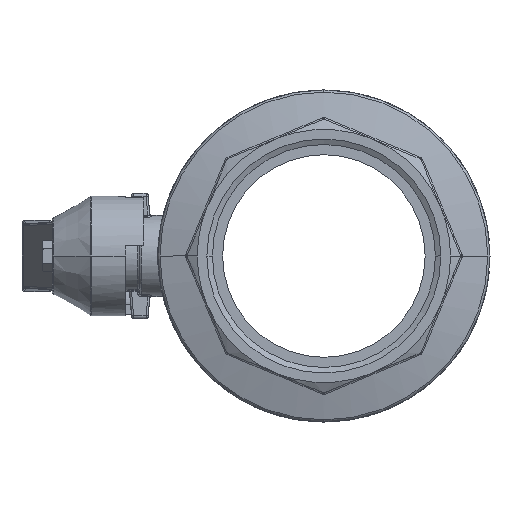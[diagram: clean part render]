
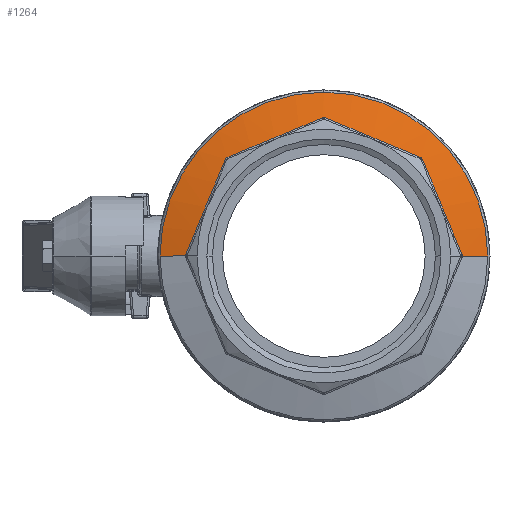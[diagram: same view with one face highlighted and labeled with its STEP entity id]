
A CAD part, left-side view. The second image highlights one B-rep face of the part: STEP entity #1264.
In plain terms, the highlighted conical face has half-angle 75 degrees and reference radius 74.835 mm.
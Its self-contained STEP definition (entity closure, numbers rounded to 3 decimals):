
#1264=ADVANCED_FACE('',(#3453),#3454,.T.);
#3453=FACE_OUTER_BOUND('',#6611,.T.);
#3454=CONICAL_SURFACE('',#6612,74.835,1.309);
#6611=EDGE_LOOP('',(#18729,#18730,#18731,#18732,#18733,#18734,#18735,#18736,#18737,#18738,#18739,#18740,#18741,#18742));
#6612=AXIS2_PLACEMENT_3D('',#18743,#18744,#18745);
#18729=ORIENTED_EDGE('',*,*,#27089,.F.);
#18730=ORIENTED_EDGE('',*,*,#27090,.F.);
#18731=ORIENTED_EDGE('',*,*,#27091,.F.);
#18732=ORIENTED_EDGE('',*,*,#27092,.F.);
#18733=ORIENTED_EDGE('',*,*,#27093,.F.);
#18734=ORIENTED_EDGE('',*,*,#27094,.F.);
#18735=ORIENTED_EDGE('',*,*,#27095,.F.);
#18736=ORIENTED_EDGE('',*,*,#27096,.F.);
#18737=ORIENTED_EDGE('',*,*,#27097,.F.);
#18738=ORIENTED_EDGE('',*,*,#27098,.F.);
#18739=ORIENTED_EDGE('',*,*,#27099,.F.);
#18740=ORIENTED_EDGE('',*,*,#27100,.F.);
#18741=ORIENTED_EDGE('',*,*,#27101,.F.);
#18742=ORIENTED_EDGE('',*,*,#26508,.F.);
#18743=CARTESIAN_POINT('',(-55.92,0.,0.0));
#18744=DIRECTION('',(1.0,-0.0,-0.0));
#18745=DIRECTION('',(0.0,1.0,0.0));
#26508=EDGE_CURVE('',#30212,#30214,#30215,.T.);
#27089=EDGE_CURVE('',#31243,#30212,#31244,.T.);
#27090=EDGE_CURVE('',#31245,#31243,#31246,.T.);
#27091=EDGE_CURVE('',#31247,#31245,#31248,.T.);
#27092=EDGE_CURVE('',#31249,#31247,#31250,.T.);
#27093=EDGE_CURVE('',#31251,#31249,#31252,.T.);
#27094=EDGE_CURVE('',#31253,#31251,#31254,.T.);
#27095=EDGE_CURVE('',#31255,#31253,#31256,.T.);
#27096=EDGE_CURVE('',#31257,#31255,#31258,.T.);
#27097=EDGE_CURVE('',#31259,#31257,#31260,.T.);
#27098=EDGE_CURVE('',#31261,#31259,#31262,.T.);
#27099=EDGE_CURVE('',#31263,#31261,#31264,.T.);
#27100=EDGE_CURVE('',#31265,#31263,#31266,.T.);
#27101=EDGE_CURVE('',#30214,#31265,#31267,.T.);
#30212=VERTEX_POINT('',#35576);
#30214=VERTEX_POINT('',#35578);
#30215=CIRCLE('',#35579,80.888);
#31243=VERTEX_POINT('',#37604);
#31244=LINE('',#37605,#37606);
#31245=VERTEX_POINT('',#37607);
#31246=CIRCLE('',#37608,68.241);
#31247=VERTEX_POINT('',#37609);
#31248=B_SPLINE_CURVE_WITH_KNOTS('',3,(#37610,#37611,#37612,#37613,#37614,#37615,#37616,#37617,#37618),.UNSPECIFIED.,.F.,.F.,(4,1,1,1,1,1,4),(-8.781,-8.046,-7.678,-6.575,-6.208,-5.105,-3.634),.UNSPECIFIED.);
#31249=VERTEX_POINT('',#37619);
#31250=CIRCLE('',#37620,68.241);
#31251=VERTEX_POINT('',#37621);
#31252=B_SPLINE_CURVE_WITH_KNOTS('',3,(#37622,#37623,#37624,#37625,#37626,#37627,#37628,#37629,#37630),.UNSPECIFIED.,.F.,.F.,(4,1,1,1,1,1,4),(-8.781,-8.046,-7.678,-6.575,-6.208,-5.105,-3.634),.UNSPECIFIED.);
#31253=VERTEX_POINT('',#37631);
#31254=CIRCLE('',#37632,68.241);
#31255=VERTEX_POINT('',#37633);
#31256=CIRCLE('',#37634,68.241);
#31257=VERTEX_POINT('',#37635);
#31258=B_SPLINE_CURVE_WITH_KNOTS('',3,(#37636,#37637,#37638,#37639,#37640,#37641,#37642,#37643),.UNSPECIFIED.,.F.,.F.,(4,1,1,1,1,4),(-8.781,-7.31,-5.84,-5.472,-5.105,-3.634),.UNSPECIFIED.);
#31259=VERTEX_POINT('',#37644);
#31260=CIRCLE('',#37645,68.241);
#31261=VERTEX_POINT('',#37646);
#31262=B_SPLINE_CURVE_WITH_KNOTS('',3,(#37647,#37648,#37649,#37650,#37651,#37652,#37653,#37654,#37655),.UNSPECIFIED.,.F.,.F.,(4,1,1,1,1,1,4),(-8.781,-7.31,-6.208,-5.84,-5.472,-4.369,-3.634),.UNSPECIFIED.);
#31263=VERTEX_POINT('',#37656);
#31264=CIRCLE('',#37657,68.241);
#31265=VERTEX_POINT('',#37658);
#31266=LINE('',#37659,#37660);
#31267=CIRCLE('',#37661,80.888);
#35576=CARTESIAN_POINT('',(-54.298,80.888,0.0));
#35578=CARTESIAN_POINT('',(-54.298,0.,80.888));
#35579=AXIS2_PLACEMENT_3D('',#47451,#47452,#47453);
#37604=CARTESIAN_POINT('',(-57.687,68.241,0.));
#37605=CARTESIAN_POINT('',(-55.92,74.835,0.));
#37606=VECTOR('',#48320,1.0);
#37607=CARTESIAN_POINT('',(-57.687,68.239,0.563));
#37608=AXIS2_PLACEMENT_3D('',#48321,#48322,#48323);
#37609=CARTESIAN_POINT('',(-57.687,48.651,47.854));
#37610=CARTESIAN_POINT('',(-57.687,48.651,47.854));
#37611=CARTESIAN_POINT('',(-57.932,49.578,45.607));
#37612=CARTESIAN_POINT('',(-58.255,50.971,42.233));
#37613=CARTESIAN_POINT('',(-58.751,53.761,35.477));
#37614=CARTESIAN_POINT('',(-58.988,56.092,29.84));
#37615=CARTESIAN_POINT('',(-59.055,59.361,21.946));
#37616=CARTESIAN_POINT('',(-58.825,63.101,12.926));
#37617=CARTESIAN_POINT('',(-58.177,66.372,5.053));
#37618=CARTESIAN_POINT('',(-57.687,68.239,0.563));
#37619=CARTESIAN_POINT('',(-57.687,47.854,48.651));
#37620=AXIS2_PLACEMENT_3D('',#48324,#48325,#48326);
#37621=CARTESIAN_POINT('',(-57.687,0.563,68.239));
#37622=CARTESIAN_POINT('',(-57.687,0.563,68.239));
#37623=CARTESIAN_POINT('',(-57.932,2.808,67.306));
#37624=CARTESIAN_POINT('',(-58.255,6.179,65.905));
#37625=CARTESIAN_POINT('',(-58.751,12.929,63.101));
#37626=CARTESIAN_POINT('',(-58.988,18.563,60.763));
#37627=CARTESIAN_POINT('',(-59.055,26.456,57.493));
#37628=CARTESIAN_POINT('',(-58.825,35.479,53.759));
#37629=CARTESIAN_POINT('',(-58.177,43.36,50.505));
#37630=CARTESIAN_POINT('',(-57.687,47.854,48.651));
#37631=CARTESIAN_POINT('',(-57.687,0.,68.241));
#37632=AXIS2_PLACEMENT_3D('',#48327,#48328,#48329);
#37633=CARTESIAN_POINT('',(-57.687,-0.563,68.239));
#37634=AXIS2_PLACEMENT_3D('',#48330,#48331,#48332);
#37635=CARTESIAN_POINT('',(-57.687,-47.854,48.651));
#37636=CARTESIAN_POINT('',(-57.687,-47.854,48.651));
#37637=CARTESIAN_POINT('',(-58.177,-43.36,50.505));
#37638=CARTESIAN_POINT('',(-58.918,-34.353,54.224));
#37639=CARTESIAN_POINT('',(-59.094,-24.2,58.427));
#37640=CARTESIAN_POINT('',(-58.922,-17.437,61.231));
#37641=CARTESIAN_POINT('',(-58.64,-10.676,64.036));
#37642=CARTESIAN_POINT('',(-58.177,-5.053,66.372));
#37643=CARTESIAN_POINT('',(-57.687,-0.563,68.239));
#37644=CARTESIAN_POINT('',(-57.687,-48.651,47.854));
#37645=AXIS2_PLACEMENT_3D('',#48333,#48334,#48335);
#37646=CARTESIAN_POINT('',(-57.687,-68.239,0.563));
#37647=CARTESIAN_POINT('',(-57.687,-68.239,0.563));
#37648=CARTESIAN_POINT('',(-58.177,-66.372,5.053));
#37649=CARTESIAN_POINT('',(-58.825,-63.101,12.926));
#37650=CARTESIAN_POINT('',(-59.055,-59.361,21.946));
#37651=CARTESIAN_POINT('',(-59.007,-57.026,27.584));
#37652=CARTESIAN_POINT('',(-58.865,-54.693,33.222));
#37653=CARTESIAN_POINT('',(-58.47,-51.899,39.984));
#37654=CARTESIAN_POINT('',(-57.932,-49.578,45.607));
#37655=CARTESIAN_POINT('',(-57.687,-48.651,47.854));
#37656=CARTESIAN_POINT('',(-57.687,-68.241,0.));
#37657=AXIS2_PLACEMENT_3D('',#48336,#48337,#48338);
#37658=CARTESIAN_POINT('',(-54.298,-80.888,0.));
#37659=CARTESIAN_POINT('',(-55.92,-74.835,0.));
#37660=VECTOR('',#48339,1.0);
#37661=AXIS2_PLACEMENT_3D('',#48340,#48341,#48342);
#47451=CARTESIAN_POINT('',(-54.298,0.,0.0));
#47452=DIRECTION('',(1.0,0.0,0.0));
#47453=DIRECTION('',(0.0,0.0,-1.0));
#48320=DIRECTION('',(0.259,0.966,0.));
#48321=CARTESIAN_POINT('',(-57.687,0.,0.));
#48322=DIRECTION('',(-1.0,0.,0.));
#48323=DIRECTION('',(0.,1.0,0.));
#48324=CARTESIAN_POINT('',(-57.687,0.,0.0));
#48325=DIRECTION('',(-1.0,0.,0.));
#48326=DIRECTION('',(0.,0.707,0.707));
#48327=CARTESIAN_POINT('',(-57.687,0.,0.0));
#48328=DIRECTION('',(-1.0,0.,0.));
#48329=DIRECTION('',(0.,0.,1.0));
#48330=CARTESIAN_POINT('',(-57.687,0.,0.0));
#48331=DIRECTION('',(-1.0,0.,0.));
#48332=DIRECTION('',(0.,0.,1.0));
#48333=CARTESIAN_POINT('',(-57.687,0.,0.));
#48334=DIRECTION('',(-1.0,0.0,0.0));
#48335=DIRECTION('',(0.0,-0.707,0.707));
#48336=CARTESIAN_POINT('',(-57.687,0.,0.));
#48337=DIRECTION('',(-1.0,0.,0.));
#48338=DIRECTION('',(0.,-1.0,0.));
#48339=DIRECTION('',(-0.259,0.966,0.));
#48340=CARTESIAN_POINT('',(-54.298,0.,0.0));
#48341=DIRECTION('',(1.0,0.0,0.0));
#48342=DIRECTION('',(0.0,0.0,-1.0));
